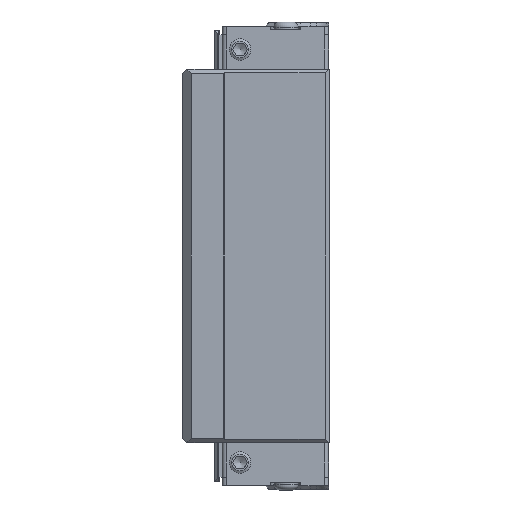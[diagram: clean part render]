
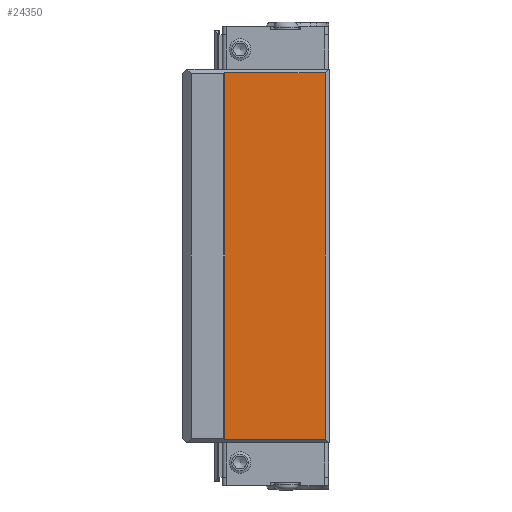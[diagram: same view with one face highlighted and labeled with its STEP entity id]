
A CAD part, left-side view. The second image highlights one B-rep face of the part: STEP entity #24350.
In plain terms, the highlighted planar face has unit normal (-1, 0, 0).
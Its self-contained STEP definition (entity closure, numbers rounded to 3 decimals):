
#1310=LINE('',#36703,#3890);
#1317=LINE('',#36721,#3897);
#1318=LINE('',#36722,#3898);
#1319=LINE('',#36723,#3899);
#3890=VECTOR('',#29818,85.3);
#3897=VECTOR('',#29835,85.3);
#3898=VECTOR('',#29836,23.4);
#3899=VECTOR('',#29837,23.4);
#6425=FACE_OUTER_BOUND('',#7837,.T.);
#7837=EDGE_LOOP('',(#17498,#17499,#17500,#17501));
#10255=VERTEX_POINT('',#36700);
#10256=VERTEX_POINT('',#36702);
#10261=VERTEX_POINT('',#36719);
#10262=VERTEX_POINT('',#36720);
#12882=EDGE_CURVE('',#10255,#10256,#1310,.T.);
#12891=EDGE_CURVE('',#10261,#10262,#1317,.T.);
#12892=EDGE_CURVE('',#10256,#10261,#1318,.T.);
#12893=EDGE_CURVE('',#10262,#10255,#1319,.T.);
#17498=ORIENTED_EDGE('',*,*,#12891,.F.);
#17499=ORIENTED_EDGE('',*,*,#12892,.F.);
#17500=ORIENTED_EDGE('',*,*,#12882,.F.);
#17501=ORIENTED_EDGE('',*,*,#12893,.F.);
#21918=PLANE('',#25969);
#24350=ADVANCED_FACE('',(#6425),#21918,.F.);
#25969=AXIS2_PLACEMENT_3D('',#36718,#29833,#29834);
#29818=DIRECTION('',(0.,0.,1.));
#29833=DIRECTION('center_axis',(1.,0.,0.));
#29834=DIRECTION('ref_axis',(0.,0.,-1.));
#29835=DIRECTION('',(0.,0.,-1.));
#29836=DIRECTION('',(0.,-1.,0.));
#29837=DIRECTION('',(0.,1.,0.));
#36700=CARTESIAN_POINT('',(-23.8,14.25,-42.65));
#36702=CARTESIAN_POINT('',(-23.8,14.25,42.65));
#36703=CARTESIAN_POINT('',(-23.8,14.25,43.45));
#36718=CARTESIAN_POINT('Origin',(-23.8,-10.15,43.45));
#36719=CARTESIAN_POINT('',(-23.8,-9.15,42.65));
#36720=CARTESIAN_POINT('',(-23.8,-9.15,-42.65));
#36721=CARTESIAN_POINT('',(-23.8,-9.15,0.));
#36722=CARTESIAN_POINT('',(-23.8,6.95,42.65));
#36723=CARTESIAN_POINT('',(-23.8,6.95,-42.65));
